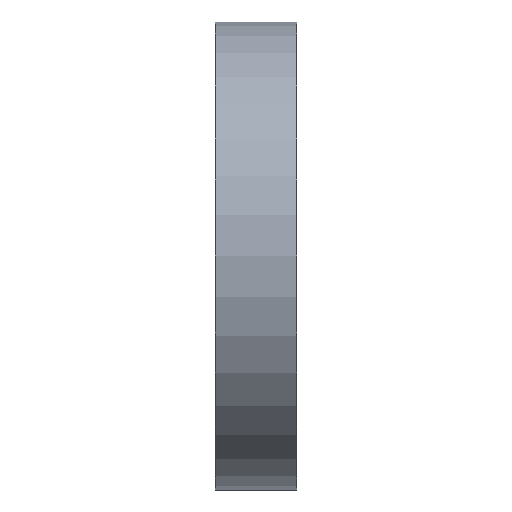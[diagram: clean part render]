
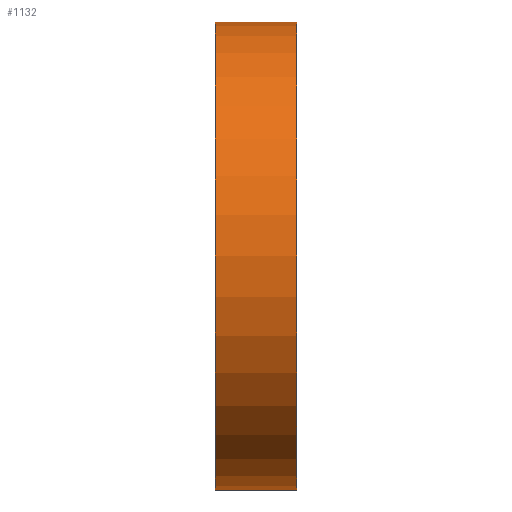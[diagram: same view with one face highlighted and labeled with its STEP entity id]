
A CAD part, left-side view. The second image highlights one B-rep face of the part: STEP entity #1132.
In plain terms, the highlighted cylindrical face has radius 17.28 mm (diameter 34.56 mm), a partial arc.
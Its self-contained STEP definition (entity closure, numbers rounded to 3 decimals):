
#51 = LINE ( 'NONE', #450, #145 ) ;
#113 = VERTEX_POINT ( 'NONE', #188 ) ;
#124 = DIRECTION ( 'NONE',  ( 0., 1., 0. ) ) ;
#130 = CARTESIAN_POINT ( 'NONE',  ( 0., 6., -17.28 ) ) ;
#138 = AXIS2_PLACEMENT_3D ( 'NONE', #483, #404, #303 ) ;
#145 = VECTOR ( 'NONE', #842, 1000. ) ;
#164 = EDGE_CURVE ( 'NONE', #113, #795, #51, .T. ) ;
#188 = CARTESIAN_POINT ( 'NONE',  ( 0., 6., 17.28 ) ) ;
#201 = DIRECTION ( 'NONE',  ( 0., -1., 0. ) ) ;
#217 = CIRCLE ( 'NONE', #643, 17.28 ) ;
#303 = DIRECTION ( 'NONE',  ( 0., 0., -1. ) ) ;
#334 = EDGE_CURVE ( 'NONE', #890, #113, #217, .T. ) ;
#382 = LINE ( 'NONE', #1094, #1316 ) ;
#403 = DIRECTION ( 'NONE',  ( 0., 1., 0. ) ) ;
#404 = DIRECTION ( 'NONE',  ( 0., -1., 0. ) ) ;
#411 = CIRCLE ( 'NONE', #884, 17.28 ) ;
#450 = CARTESIAN_POINT ( 'NONE',  ( 0., 3.8, 17.28 ) ) ;
#483 = CARTESIAN_POINT ( 'NONE',  ( 0., 3.8, 0. ) ) ;
#507 = FACE_OUTER_BOUND ( 'NONE', #694, .T. ) ;
#515 = ORIENTED_EDGE ( 'NONE', *, *, #762, .T. ) ;
#581 = DIRECTION ( 'NONE',  ( 0., 0., 1. ) ) ;
#621 = VERTEX_POINT ( 'NONE', #630 ) ;
#630 = CARTESIAN_POINT ( 'NONE',  ( 0., 0., -17.28 ) ) ;
#633 = CARTESIAN_POINT ( 'NONE',  ( 0., 0., 17.28 ) ) ;
#636 = ORIENTED_EDGE ( 'NONE', *, *, #828, .T. ) ;
#643 = AXIS2_PLACEMENT_3D ( 'NONE', #896, #403, #581 ) ;
#694 = EDGE_LOOP ( 'NONE', ( #915, #717, #515, #636 ) ) ;
#717 = ORIENTED_EDGE ( 'NONE', *, *, #334, .F. ) ;
#762 = EDGE_CURVE ( 'NONE', #890, #621, #382, .T. ) ;
#778 = CYLINDRICAL_SURFACE ( 'NONE', #138, 17.28 ) ;
#795 = VERTEX_POINT ( 'NONE', #633 ) ;
#828 = EDGE_CURVE ( 'NONE', #621, #795, #411, .T. ) ;
#832 = CARTESIAN_POINT ( 'NONE',  ( 0., 0., 0. ) ) ;
#842 = DIRECTION ( 'NONE',  ( 0., -1., 0. ) ) ;
#884 = AXIS2_PLACEMENT_3D ( 'NONE', #832, #124, #1222 ) ;
#890 = VERTEX_POINT ( 'NONE', #130 ) ;
#896 = CARTESIAN_POINT ( 'NONE',  ( 0., 6., 0. ) ) ;
#915 = ORIENTED_EDGE ( 'NONE', *, *, #164, .F. ) ;
#1094 = CARTESIAN_POINT ( 'NONE',  ( 0., 3.8, -17.28 ) ) ;
#1132 = ADVANCED_FACE ( 'NONE', ( #507 ), #778, .T. ) ;
#1222 = DIRECTION ( 'NONE',  ( 0., 0., 1. ) ) ;
#1316 = VECTOR ( 'NONE', #201, 1000. ) ;
